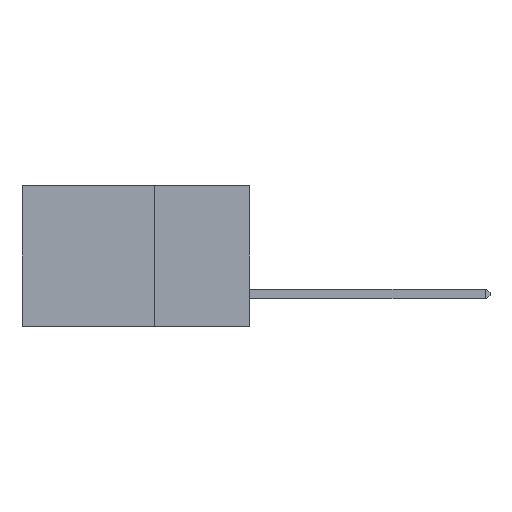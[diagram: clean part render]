
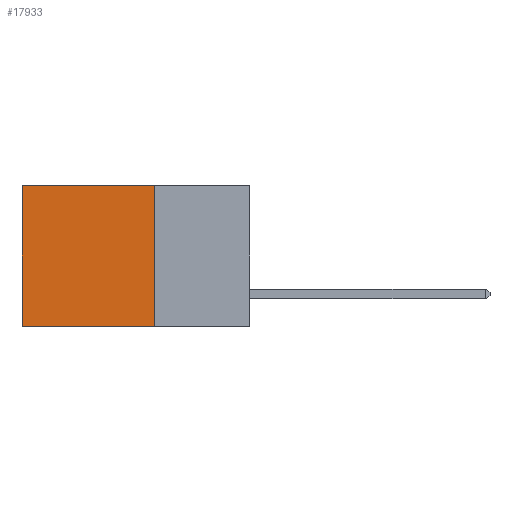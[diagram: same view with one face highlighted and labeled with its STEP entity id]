
A CAD part, left-side view. The second image highlights one B-rep face of the part: STEP entity #17933.
In plain terms, the highlighted planar face has unit normal (-1, 0, 0).
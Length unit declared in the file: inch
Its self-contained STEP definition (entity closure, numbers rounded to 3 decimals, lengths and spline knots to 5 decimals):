
#55 = VERTEX_POINT ( 'NONE', #20590 ) ;
#613 = CARTESIAN_POINT ( 'NONE',  ( 0.2875, 0.25, 0. ) ) ;
#1511 = ORIENTED_EDGE ( 'NONE', *, *, #6380, .T. ) ;
#1838 = DIRECTION ( 'NONE',  ( 0., 1., 0. ) ) ;
#2410 = DIRECTION ( 'NONE',  ( 0., 0., -1. ) ) ;
#2575 = VERTEX_POINT ( 'NONE', #4380 ) ;
#2604 = LINE ( 'NONE', #11255, #6630 ) ;
#3948 = LINE ( 'NONE', #8413, #12288 ) ;
#4106 = PLANE ( 'NONE',  #7843 ) ;
#4380 = CARTESIAN_POINT ( 'NONE',  ( 0.2875, 0.25, -0.37 ) ) ;
#4703 = ORIENTED_EDGE ( 'NONE', *, *, #20652, .T. ) ;
#6278 = LINE ( 'NONE', #11901, #14434 ) ;
#6380 = EDGE_CURVE ( 'NONE', #15884, #15089, #3948, .T. ) ;
#6630 = VECTOR ( 'NONE', #8042, 39.37008 ) ;
#7551 = DIRECTION ( 'NONE',  ( 1., 0., 0. ) ) ;
#7843 = AXIS2_PLACEMENT_3D ( 'NONE', #613, #7551, #18730 ) ;
#7921 = CARTESIAN_POINT ( 'NONE',  ( 0.2875, 0.6, 0. ) ) ;
#8042 = DIRECTION ( 'NONE',  ( 0., 0., -1. ) ) ;
#8413 = CARTESIAN_POINT ( 'NONE',  ( 0.2875, 0.25, 0. ) ) ;
#10144 = LINE ( 'NONE', #13994, #18114 ) ;
#10788 = ORIENTED_EDGE ( 'NONE', *, *, #12989, .F. ) ;
#11255 = CARTESIAN_POINT ( 'NONE',  ( 0.2875, 0.6, 0. ) ) ;
#11901 = CARTESIAN_POINT ( 'NONE',  ( 0.2875, 0.25, -0.37 ) ) ;
#12288 = VECTOR ( 'NONE', #17994, 39.37008 ) ;
#12989 = EDGE_CURVE ( 'NONE', #2575, #55, #6278, .T. ) ;
#13791 = EDGE_CURVE ( 'NONE', #15884, #2575, #10144, .T. ) ;
#13994 = CARTESIAN_POINT ( 'NONE',  ( 0.2875, 0.25, 0. ) ) ;
#14434 = VECTOR ( 'NONE', #1838, 39.37008 ) ;
#15089 = VERTEX_POINT ( 'NONE', #7921 ) ;
#15884 = VERTEX_POINT ( 'NONE', #18182 ) ;
#17409 = FACE_OUTER_BOUND ( 'NONE', #20169, .T. ) ;
#17933 = ADVANCED_FACE ( 'NONE', ( #17409 ), #4106, .F. ) ;
#17994 = DIRECTION ( 'NONE',  ( 0., 1., 0. ) ) ;
#18114 = VECTOR ( 'NONE', #2410, 39.37008 ) ;
#18182 = CARTESIAN_POINT ( 'NONE',  ( 0.2875, 0.25, 0. ) ) ;
#18730 = DIRECTION ( 'NONE',  ( 0., 0., -1. ) ) ;
#20169 = EDGE_LOOP ( 'NONE', ( #4703, #10788, #21126, #1511 ) ) ;
#20590 = CARTESIAN_POINT ( 'NONE',  ( 0.2875, 0.6, -0.37 ) ) ;
#20652 = EDGE_CURVE ( 'NONE', #15089, #55, #2604, .T. ) ;
#21126 = ORIENTED_EDGE ( 'NONE', *, *, #13791, .F. ) ;
